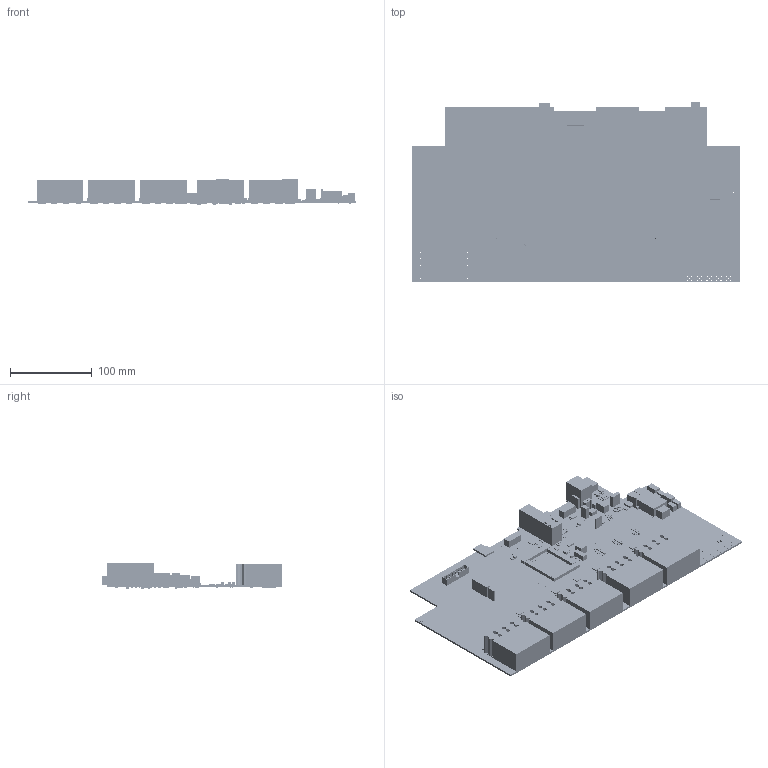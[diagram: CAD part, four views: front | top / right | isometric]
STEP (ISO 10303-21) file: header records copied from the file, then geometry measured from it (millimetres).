
FILE_DESCRIPTION(/* description */ ('PCB Design'),/* implementation_level */ '2;1');
FILE_NAME(/* name */ 'STEP_TDM_V2',/* time_stamp */ '2024-06-17T13:51:30+02:00',/* author */ ('pierre'),/* organization */ (''),/* preprocessor_version */ 'ST-DEVELOPER v16',/* originating_system */ 'allegro_17.4S036',/* authorisation */ '');
FILE_SCHEMA (('AUTOMOTIVE_DESIGN { 1 0 10303 214 3 1 1 }'));
Products named in the file (54): ROUTE; BOARD_OUTLINE; COMPONENTS; 75450_5001; 0603_LED; CONHE10D2X12M; SS5_80_350; SO5Z16_0950; VQFN20_0500_LPNHE; CONHE13D2X10M; VQFN24; ASGTX5; 760445001; RJE1R288; M280; CONBARD2X5; SD_47053_001; TSR_2; IC25_2G_508; SOD123W; DIP8_3; DO214AB; FPV_D; FPV_G; DO214AC; PINDIA11; CDSOT23; SOT223-6; 0805_LED; SOT23_STD; MIRE_CMS_2; 1206; PINDIA08; 0805; 0402; 0603; M320; I6A4W_DIP; SOT23-5; CONBARD1X4 ...
Assembly tree (1478 placements, depth 3):
  ROUTE
    BOARD_OUTLINE
    COMPONENTS
      75450_5001  x5
      0603_LED  x53
      CONHE10D2X12M
      SS5_80_350  x4
      SO5Z16_0950  x4
      VQFN20_0500_LPNHE  x16
      CONHE13D2X10M
      VQFN24
      ASGTX5  x2
      760445001
      RJE1R288
      M280  x4
      CONBARD2X5
      SD_47053_001  x4
      TSR_2  x3
      IC25_2G_508
      SOD123W  x2
      DIP8_3
      DO214AB
      FPV_D  x3
      FPV_G  x3
      DO214AC  x2
      PINDIA11
      CDSOT23  x2
      SOT223-6
      0805_LED  x5
      SOT23_STD  x61
      MIRE_CMS_2  x6
      1206  x9
      PINDIA08  x53
      0805  x188
      0402  x162
      0603  x802
      M320  x22
      I6A4W_DIP
      SOT23-5
      CONBARD1X4  x2
      CONHE10_TYCO_1634668  x2
      CON87831_14
      CONBARD1X2  x7
      CONBARD2X3
      SD_105017_001
      DM3BT
      SOT563  x2
      VQFN20_50  x9
      SO_8  x2
      SO_14
      SO_4_127
      TSSOP14
      QFN24
      TSSOP24  x16
Bounding box: 400 x 220.5 x 32.4 mm (x, y, z)
Surface area: 319471.2 mm2 (no closed solid volume)
Topology: 0 solids, 1563 shells, 12589 faces, 31387 edges, 18926 vertices
Faces by surface type: plane 9655, cylinder 2934
Entity records: 141064 total; most frequent: ORIENTED_EDGE 20166, CARTESIAN_POINT 19883, AXIS2_PLACEMENT_3D 12255, EDGE_CURVE 11611, VERTEX_POINT 9778, DIRECTION 9299, FACE_OUTER_BOUND 6417, EDGE_LOOP 6417
